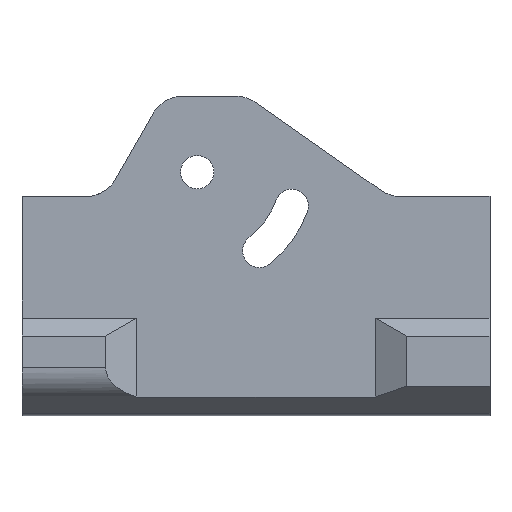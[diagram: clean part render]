
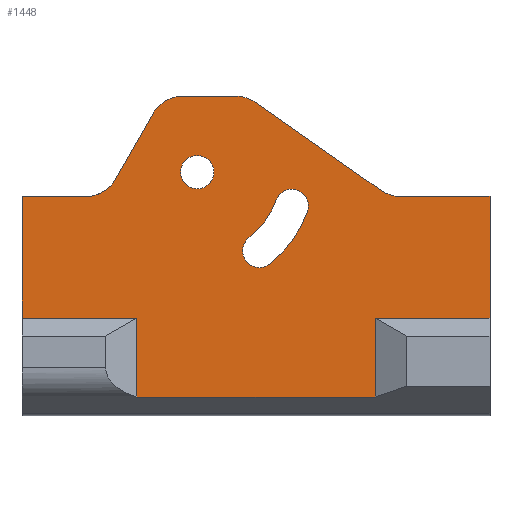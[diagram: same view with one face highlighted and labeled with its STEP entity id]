
A CAD part, left-side view. The second image highlights one B-rep face of the part: STEP entity #1448.
In plain terms, the highlighted planar face has unit normal (-1, 0, 0).
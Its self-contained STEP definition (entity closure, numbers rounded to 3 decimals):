
#73=DIRECTION('',(0.,0.,1.));
#74=VECTOR('',#73,7.275);
#75=CARTESIAN_POINT('',(10.,4.,-45.898));
#76=LINE('',#75,#74);
#149=DIRECTION('',(0.,0.,1.));
#150=VECTOR('',#149,7.275);
#151=CARTESIAN_POINT('',(10.,32.,-45.898));
#152=LINE('',#151,#150);
#170=DIRECTION('',(0.,0.,1.));
#171=VECTOR('',#170,4.722);
#172=CARTESIAN_POINT('',(10.,25.138,-50.62));
#173=LINE('',#172,#171);
#198=DIRECTION('',(0.,1.,0.));
#199=VECTOR('',#198,14.276);
#200=CARTESIAN_POINT('',(10.,10.862,-50.62));
#201=LINE('',#200,#199);
#210=CARTESIAN_POINT('',(10.,21.513,-37.17));
#211=DIRECTION('',(-1.,0.,0.));
#212=DIRECTION('',(0.,0.,1.));
#213=AXIS2_PLACEMENT_3D('',#210,#211,#212);
#215=CARTESIAN_POINT('',(10.,21.513,-37.17));
#216=DIRECTION('',(-1.,0.,0.));
#217=DIRECTION('',(0.,0.,-1.));
#218=AXIS2_PLACEMENT_3D('',#215,#216,#217);
#220=CARTESIAN_POINT('',(10.,17.802,-41.884));
#221=DIRECTION('',(-1.,0.,0.));
#222=DIRECTION('',(0.,0.618,0.786));
#223=AXIS2_PLACEMENT_3D('',#220,#221,#222);
#225=CARTESIAN_POINT('',(10.,21.513,-37.17));
#226=DIRECTION('',(-1.,0.,0.));
#227=DIRECTION('',(0.,-0.618,-0.786));
#228=AXIS2_PLACEMENT_3D('',#225,#226,#227);
#230=CARTESIAN_POINT('',(10.,15.863,-39.19));
#231=DIRECTION('',(-1.,0.,0.));
#232=DIRECTION('',(0.,-0.942,-0.337));
#233=AXIS2_PLACEMENT_3D('',#230,#231,#232);
#235=CARTESIAN_POINT('',(10.,21.513,-37.17));
#236=DIRECTION('',(-1.,0.,0.));
#237=DIRECTION('',(0.,-0.618,-0.786));
#238=AXIS2_PLACEMENT_3D('',#235,#236,#237);
#240=DIRECTION('',(0.,0.819,0.574));
#241=VECTOR('',#240,9.199);
#242=CARTESIAN_POINT('',(10.,10.517,-38.262));
#243=LINE('',#242,#241);
#244=DIRECTION('',(0.,1.,0.));
#245=VECTOR('',#244,5.369);
#246=CARTESIAN_POINT('',(10.,4.,-38.624));
#247=LINE('',#246,#245);
#248=DIRECTION('',(0.,1.,0.));
#249=VECTOR('',#248,6.862);
#250=CARTESIAN_POINT('',(10.,4.,-45.898));
#251=LINE('',#250,#249);
#252=DIRECTION('',(0.,0.,1.));
#253=VECTOR('',#252,4.722);
#254=CARTESIAN_POINT('',(10.,10.862,-50.62));
#255=LINE('',#254,#253);
#256=DIRECTION('',(0.,1.,0.));
#257=VECTOR('',#256,6.862);
#258=CARTESIAN_POINT('',(10.,25.138,-45.898));
#259=LINE('',#258,#257);
#260=DIRECTION('',(0.,-1.,0.));
#261=VECTOR('',#260,3.84);
#262=CARTESIAN_POINT('',(10.,32.,-38.624));
#263=LINE('',#262,#261);
#264=DIRECTION('',(0.,0.496,-0.868));
#265=VECTOR('',#264,4.591);
#266=CARTESIAN_POINT('',(10.,24.145,-33.631));
#267=LINE('',#266,#265);
#268=CARTESIAN_POINT('',(10.,22.409,-34.624));
#269=DIRECTION('',(-1.,0.,0.));
#270=DIRECTION('',(0.,0.,1.));
#271=AXIS2_PLACEMENT_3D('',#268,#269,#270);
#273=DIRECTION('',(0.,1.,0.));
#274=VECTOR('',#273,3.209);
#275=CARTESIAN_POINT('',(10.,19.199,-32.624));
#276=LINE('',#275,#274);
#277=CARTESIAN_POINT('',(10.,19.199,-34.624));
#278=DIRECTION('',(-1.,0.,0.));
#279=DIRECTION('',(0.,-0.574,0.819));
#280=AXIS2_PLACEMENT_3D('',#277,#278,#279);
#644=CARTESIAN_POINT('',(10.,9.369,-36.624));
#645=DIRECTION('',(1.,0.,0.));
#646=DIRECTION('',(0.,0.,-1.));
#647=AXIS2_PLACEMENT_3D('',#644,#645,#646);
#906=CARTESIAN_POINT('',(10.,28.16,-36.624));
#907=DIRECTION('',(1.,0.,0.));
#908=DIRECTION('',(0.,-0.868,-0.496));
#909=AXIS2_PLACEMENT_3D('',#906,#907,#908);
#1016=CARTESIAN_POINT('',(10.,4.,-45.898));
#1017=VERTEX_POINT('',#1016);
#1037=CARTESIAN_POINT('',(10.,32.,-45.898));
#1039=VERTEX_POINT('',#1037);
#1084=CARTESIAN_POINT('',(10.,4.,-38.624));
#1085=VERTEX_POINT('',#1084);
#1086=CARTESIAN_POINT('',(10.,32.,-38.624));
#1087=VERTEX_POINT('',#1086);
#1088=CARTESIAN_POINT('',(10.,25.138,-45.898));
#1090=VERTEX_POINT('',#1088);
#1092=CARTESIAN_POINT('',(10.,10.862,-45.898));
#1093=VERTEX_POINT('',#1092);
#1098=CARTESIAN_POINT('',(10.,21.513,-36.17));
#1099=CARTESIAN_POINT('',(10.,21.513,-38.17));
#1100=VERTEX_POINT('',#1098);
#1101=VERTEX_POINT('',#1099);
#1102=CARTESIAN_POINT('',(10.,18.421,-41.099));
#1103=CARTESIAN_POINT('',(10.,17.184,-42.67));
#1104=VERTEX_POINT('',#1102);
#1105=VERTEX_POINT('',#1103);
#1106=CARTESIAN_POINT('',(10.,14.922,-39.526));
#1107=VERTEX_POINT('',#1106);
#1108=CARTESIAN_POINT('',(10.,16.805,-38.853));
#1109=VERTEX_POINT('',#1108);
#1158=CARTESIAN_POINT('',(10.,10.517,-38.262));
#1160=VERTEX_POINT('',#1158);
#1161=CARTESIAN_POINT('',(10.,9.369,-38.624));
#1162=VERTEX_POINT('',#1161);
#1169=CARTESIAN_POINT('',(10.,18.052,-32.985));
#1170=CARTESIAN_POINT('',(10.,19.199,-32.624));
#1171=VERTEX_POINT('',#1169);
#1172=VERTEX_POINT('',#1170);
#1181=CARTESIAN_POINT('',(10.,22.409,-32.624));
#1182=CARTESIAN_POINT('',(10.,24.145,-33.631));
#1183=VERTEX_POINT('',#1181);
#1184=VERTEX_POINT('',#1182);
#1193=CARTESIAN_POINT('',(10.,28.16,-38.624));
#1194=VERTEX_POINT('',#1193);
#1195=CARTESIAN_POINT('',(10.,26.424,-37.617));
#1196=VERTEX_POINT('',#1195);
#1206=CARTESIAN_POINT('',(10.,25.138,-50.62));
#1207=VERTEX_POINT('',#1206);
#1208=CARTESIAN_POINT('',(10.,10.862,-50.62));
#1209=VERTEX_POINT('',#1208);
#1397=CARTESIAN_POINT('',(10.,4.,-45.898));
#1398=DIRECTION('',(-1.,0.,0.));
#1399=DIRECTION('',(0.,0.,1.));
#1400=AXIS2_PLACEMENT_3D('',#1397,#1398,#1399);
#1401=PLANE('',#1400);
#1403=ORIENTED_EDGE('',*,*,#1402,.F.);
#1405=ORIENTED_EDGE('',*,*,#1404,.F.);
#1407=ORIENTED_EDGE('',*,*,#1406,.F.);
#1408=ORIENTED_EDGE('',*,*,#1237,.F.);
#1410=ORIENTED_EDGE('',*,*,#1409,.T.);
#1412=ORIENTED_EDGE('',*,*,#1411,.F.);
#1413=ORIENTED_EDGE('',*,*,#1385,.T.);
#1414=ORIENTED_EDGE('',*,*,#1343,.T.);
#1416=ORIENTED_EDGE('',*,*,#1415,.T.);
#1417=ORIENTED_EDGE('',*,*,#1305,.T.);
#1419=ORIENTED_EDGE('',*,*,#1418,.T.);
#1421=ORIENTED_EDGE('',*,*,#1420,.F.);
#1423=ORIENTED_EDGE('',*,*,#1422,.F.);
#1425=ORIENTED_EDGE('',*,*,#1424,.F.);
#1427=ORIENTED_EDGE('',*,*,#1426,.F.);
#1429=ORIENTED_EDGE('',*,*,#1428,.F.);
#1430=EDGE_LOOP('',(#1403,#1405,#1407,#1408,#1410,#1412,#1413,#1414,#1416,#1417,
#1419,#1421,#1423,#1425,#1427,#1429));
#1431=FACE_OUTER_BOUND('',#1430,.F.);
#1433=ORIENTED_EDGE('',*,*,#1432,.T.);
#1435=ORIENTED_EDGE('',*,*,#1434,.T.);
#1437=ORIENTED_EDGE('',*,*,#1436,.T.);
#1439=ORIENTED_EDGE('',*,*,#1438,.F.);
#1440=EDGE_LOOP('',(#1433,#1435,#1437,#1439));
#1441=FACE_BOUND('',#1440,.F.);
#1443=ORIENTED_EDGE('',*,*,#1442,.T.);
#1445=ORIENTED_EDGE('',*,*,#1444,.T.);
#1446=EDGE_LOOP('',(#1443,#1445));
#1447=FACE_BOUND('',#1446,.F.);
#1448=ADVANCED_FACE('',(#1431,#1441,#1447),#1401,.T.);
#214=CIRCLE('',#213,1.);
#219=CIRCLE('',#218,1.);
#224=CIRCLE('',#223,1.);
#229=CIRCLE('',#228,7.);
#234=CIRCLE('',#233,1.);
#239=CIRCLE('',#238,5.);
#272=CIRCLE('',#271,2.);
#281=CIRCLE('',#280,2.);
#648=CIRCLE('',#647,2.);
#910=CIRCLE('',#909,2.);
#1237=EDGE_CURVE('',#1017,#1085,#76,.T.);
#1305=EDGE_CURVE('',#1039,#1087,#152,.T.);
#1343=EDGE_CURVE('',#1207,#1090,#173,.T.);
#1385=EDGE_CURVE('',#1209,#1207,#201,.T.);
#1402=EDGE_CURVE('',#1160,#1171,#243,.T.);
#1404=EDGE_CURVE('',#1162,#1160,#648,.T.);
#1406=EDGE_CURVE('',#1085,#1162,#247,.T.);
#1409=EDGE_CURVE('',#1017,#1093,#251,.T.);
#1411=EDGE_CURVE('',#1209,#1093,#255,.T.);
#1415=EDGE_CURVE('',#1090,#1039,#259,.T.);
#1418=EDGE_CURVE('',#1087,#1194,#263,.T.);
#1420=EDGE_CURVE('',#1196,#1194,#910,.T.);
#1422=EDGE_CURVE('',#1184,#1196,#267,.T.);
#1424=EDGE_CURVE('',#1183,#1184,#272,.T.);
#1426=EDGE_CURVE('',#1172,#1183,#276,.T.);
#1428=EDGE_CURVE('',#1171,#1172,#281,.T.);
#1432=EDGE_CURVE('',#1104,#1105,#224,.T.);
#1434=EDGE_CURVE('',#1105,#1107,#229,.T.);
#1436=EDGE_CURVE('',#1107,#1109,#234,.T.);
#1438=EDGE_CURVE('',#1104,#1109,#239,.T.);
#1442=EDGE_CURVE('',#1100,#1101,#214,.T.);
#1444=EDGE_CURVE('',#1101,#1100,#219,.T.);
